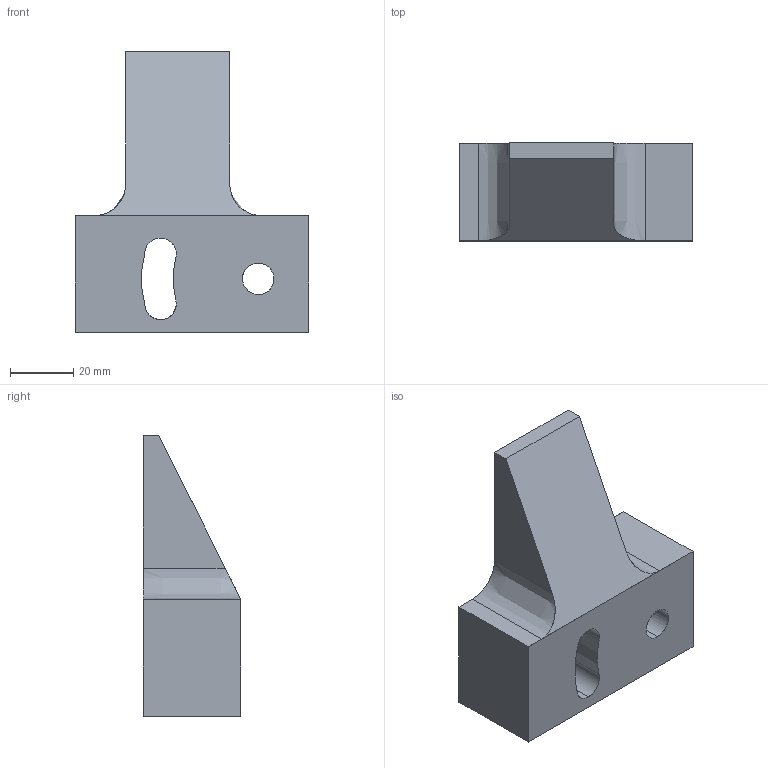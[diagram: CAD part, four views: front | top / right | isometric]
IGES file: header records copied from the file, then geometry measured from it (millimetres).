
Start section: IGES FILE DATA SOURCE = DDN PART ICEM PART NAME = ENTRETOISE-ALU-270416.IGS ICEM PART SHEET NUMBER = 1
Global section: file name: entretoise-alu-270416.igs; native system: ICEM LTD. - ICEM IGES; preprocessor: 4.4.0.53; date: 20160427.155321; units: millimetre
Bounding box: 74 x 31 x 89 mm (x, y, z)
Surface area: 20620 mm2 (no closed solid volume)
Topology: 0 solids, 0 shells, 61 faces, 300 edges, 301 vertices
Faces by surface type: bspline 61
